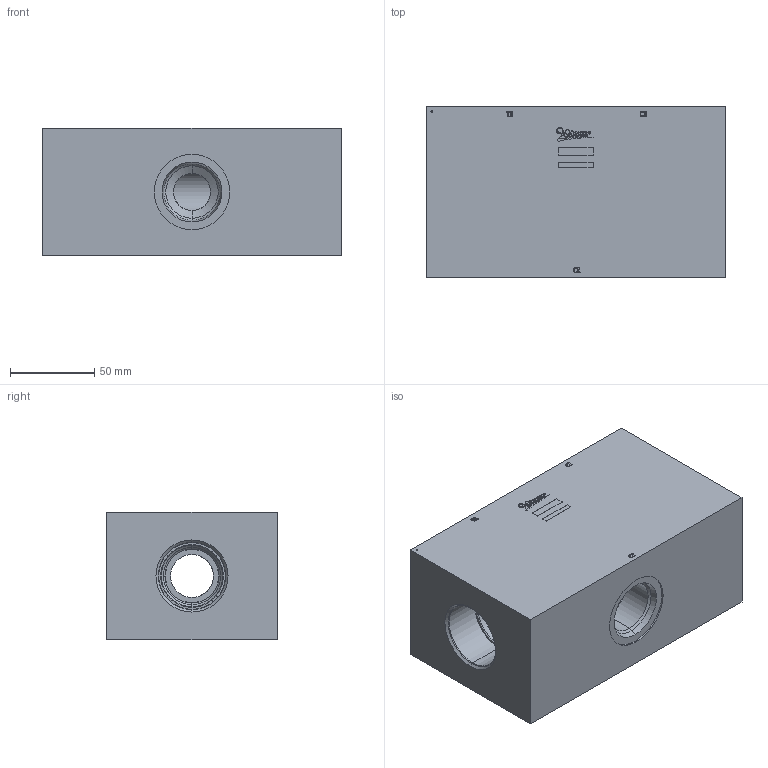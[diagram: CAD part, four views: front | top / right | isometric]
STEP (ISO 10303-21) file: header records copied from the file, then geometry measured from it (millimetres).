
FILE_DESCRIPTION (( 'STEP AP203' ), '1' );
FILE_NAME ('ML-200-GCW-17A3-17A3-S16-Z01.STEP', '2026-02-26T03:37:06', ( '' ), ( '' ), 'SwSTEP 2.0', 'SolidWorks 2018', '' );
FILE_SCHEMA (( 'CONFIG_CONTROL_DESIGN' ));
Length unit declared in the file: millimetre
Products named in the file (1): ML-200-GCW-17A3-17A3-S16-Z01
Bounding box: 177.8 x 101.6 x 76 mm (x, y, z)
Volume: 1127796.1 mm3; surface area: 107555.6 mm2
Topology: 1 solids, 1 shells, 487 faces, 1321 edges, 857 vertices
Faces by surface type: cylinder 203, plane 159, bspline 74, cone 43, torus 8
Entity records: 18502 total; most frequent: CARTESIAN_POINT 6378, ORIENTED_EDGE 2630, DIRECTION 2373, EDGE_CURVE 1315, VERTEX_POINT 857, AXIS2_PLACEMENT_3D 830, LINE 713, VECTOR 713
